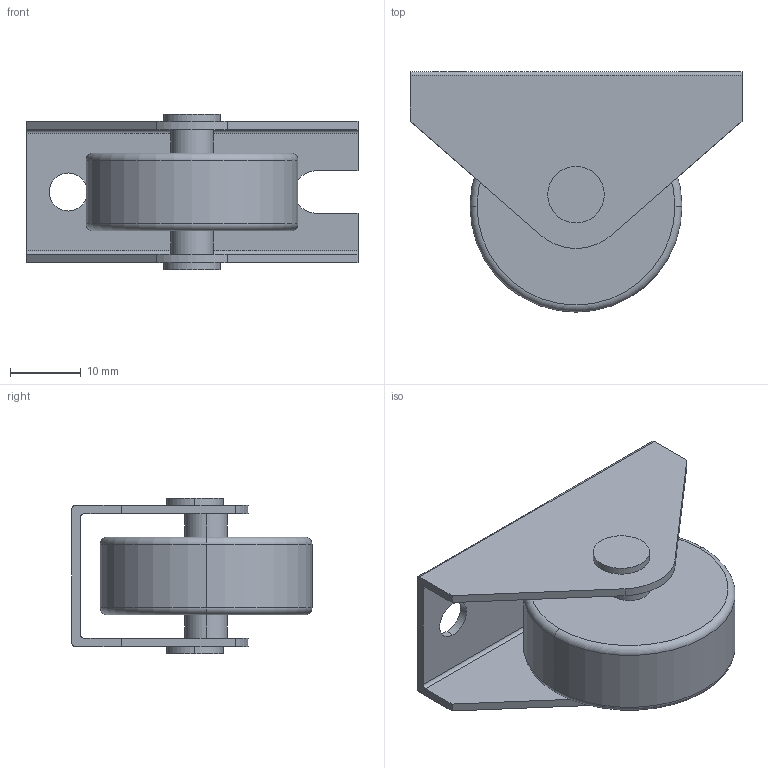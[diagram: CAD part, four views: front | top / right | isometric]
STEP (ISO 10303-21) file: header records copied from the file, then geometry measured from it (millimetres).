
FILE_DESCRIPTION (( 'STEP AP214' ), '1' );
FILE_NAME ('F000858_3D.step', '2022-11-21T18:07:48', ( '' ), ( '' ), 'SwSTEP 2.0', 'SolidWorks 2020', '' );
FILE_SCHEMA (( 'AUTOMOTIVE_DESIGN' ));
Length unit declared in the file: millimetre
Products named in the file (1): F000858_3D
Bounding box: 47 x 34 x 22 mm (x, y, z)
Volume: 10851.2 mm3; surface area: 7362.7 mm2
Topology: 1 solids, 1 shells, 42 faces, 104 edges, 68 vertices
Faces by surface type: cylinder 19, plane 19, torus 4
Entity records: 1304 total; most frequent: DIRECTION 236, CARTESIAN_POINT 215, ORIENTED_EDGE 208, EDGE_CURVE 104, AXIS2_PLACEMENT_3D 89, VERTEX_POINT 68, VECTOR 58, LINE 58
